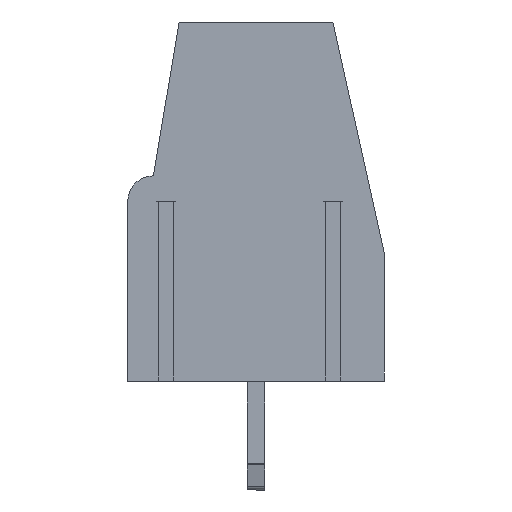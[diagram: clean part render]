
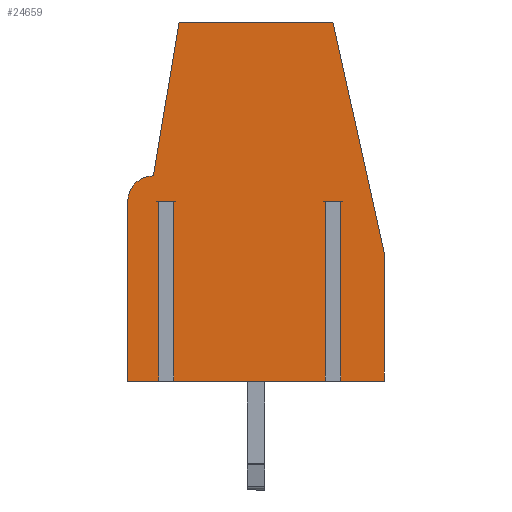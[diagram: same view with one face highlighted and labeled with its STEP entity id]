
A CAD part, left-side view. The second image highlights one B-rep face of the part: STEP entity #24659.
In plain terms, the highlighted face is planar.
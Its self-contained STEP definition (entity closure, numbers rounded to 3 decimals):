
#1197=CIRCLE('',#28477,1.);
#3201=FACE_OUTER_BOUND('',#4198,.T.);
#4198=EDGE_LOOP('',(#22246,#22247,#22248,#22249,#22250,#22251,#22252,#22253,
#22254,#22255,#22256,#22257,#22258,#22259,#22260));
#6975=LINE('',#58302,#9958);
#6980=LINE('',#58313,#9963);
#6982=LINE('',#58316,#9965);
#6988=LINE('',#58330,#9971);
#6992=LINE('',#58337,#9975);
#6993=LINE('',#58339,#9976);
#6994=LINE('',#58341,#9977);
#6995=LINE('',#58343,#9978);
#6996=LINE('',#58345,#9979);
#6997=LINE('',#58347,#9980);
#6998=LINE('',#58349,#9981);
#6999=LINE('',#58351,#9982);
#7000=LINE('',#58355,#9983);
#7001=LINE('',#58356,#9984);
#9958=VECTOR('',#34894,10.);
#9963=VECTOR('',#34903,10.);
#9965=VECTOR('',#34907,10.);
#9971=VECTOR('',#34917,10.);
#9975=VECTOR('',#34923,10.);
#9976=VECTOR('',#34926,10.);
#9977=VECTOR('',#34929,10.);
#9978=VECTOR('',#34930,10.);
#9979=VECTOR('',#34931,10.);
#9980=VECTOR('',#34932,10.);
#9981=VECTOR('',#34933,10.);
#9982=VECTOR('',#34934,10.);
#9983=VECTOR('',#34937,10.);
#9984=VECTOR('',#34938,10.);
#13790=VERTEX_POINT('',#58296);
#13792=VERTEX_POINT('',#58300);
#13795=VERTEX_POINT('',#58310);
#13796=VERTEX_POINT('',#58312);
#13801=VERTEX_POINT('',#58327);
#13802=VERTEX_POINT('',#58329);
#13803=VERTEX_POINT('',#58333);
#13804=VERTEX_POINT('',#58335);
#13805=VERTEX_POINT('',#58342);
#13806=VERTEX_POINT('',#58344);
#13807=VERTEX_POINT('',#58346);
#13808=VERTEX_POINT('',#58348);
#13809=VERTEX_POINT('',#58350);
#13810=VERTEX_POINT('',#58352);
#13811=VERTEX_POINT('',#58354);
#17722=EDGE_CURVE('',#13790,#13792,#6975,.T.);
#17727=EDGE_CURVE('',#13796,#13795,#6980,.T.);
#17729=EDGE_CURVE('',#13792,#13796,#6982,.T.);
#17735=EDGE_CURVE('',#13802,#13801,#6988,.T.);
#17739=EDGE_CURVE('',#13803,#13804,#6992,.T.);
#17740=EDGE_CURVE('',#13804,#13802,#6993,.T.);
#17741=EDGE_CURVE('',#13795,#13803,#6994,.T.);
#17742=EDGE_CURVE('',#13801,#13805,#6995,.T.);
#17743=EDGE_CURVE('',#13805,#13806,#6996,.T.);
#17744=EDGE_CURVE('',#13806,#13807,#6997,.T.);
#17745=EDGE_CURVE('',#13807,#13808,#6998,.T.);
#17746=EDGE_CURVE('',#13808,#13809,#6999,.T.);
#17747=EDGE_CURVE('',#13809,#13810,#1197,.T.);
#17748=EDGE_CURVE('',#13810,#13811,#7000,.T.);
#17749=EDGE_CURVE('',#13811,#13790,#7001,.T.);
#22246=ORIENTED_EDGE('',*,*,#17727,.T.);
#22247=ORIENTED_EDGE('',*,*,#17741,.T.);
#22248=ORIENTED_EDGE('',*,*,#17739,.T.);
#22249=ORIENTED_EDGE('',*,*,#17740,.T.);
#22250=ORIENTED_EDGE('',*,*,#17735,.T.);
#22251=ORIENTED_EDGE('',*,*,#17742,.T.);
#22252=ORIENTED_EDGE('',*,*,#17743,.T.);
#22253=ORIENTED_EDGE('',*,*,#17744,.T.);
#22254=ORIENTED_EDGE('',*,*,#17745,.T.);
#22255=ORIENTED_EDGE('',*,*,#17746,.T.);
#22256=ORIENTED_EDGE('',*,*,#17747,.T.);
#22257=ORIENTED_EDGE('',*,*,#17748,.T.);
#22258=ORIENTED_EDGE('',*,*,#17749,.T.);
#22259=ORIENTED_EDGE('',*,*,#17722,.T.);
#22260=ORIENTED_EDGE('',*,*,#17729,.T.);
#23702=PLANE('',#28476);
#24659=ADVANCED_FACE('',(#3201),#23702,.F.);
#28476=AXIS2_PLACEMENT_3D('',#58340,#34927,#34928);
#28477=AXIS2_PLACEMENT_3D('',#58353,#34935,#34936);
#34894=DIRECTION('',(0.,1.,0.));
#34903=DIRECTION('',(0.,-1.,0.));
#34907=DIRECTION('',(-1.,0.,0.));
#34917=DIRECTION('',(0.,-1.,0.));
#34923=DIRECTION('',(0.,1.,0.));
#34926=DIRECTION('',(-1.,0.,0.));
#34927=DIRECTION('center_axis',(0.,0.,
1.));
#34928=DIRECTION('ref_axis',(1.,0.,0.));
#34929=DIRECTION('',(-1.,0.,0.));
#34930=DIRECTION('',(-1.,0.,0.));
#34931=DIRECTION('',(0.,1.,0.));
#34932=DIRECTION('',(0.217,0.976,0.));
#34933=DIRECTION('',(1.,0.,0.));
#34934=DIRECTION('',(0.164,-0.986,0.));
#34935=DIRECTION('center_axis',(0.,0.,
-1.));
#34936=DIRECTION('ref_axis',(1.,0.,0.));
#34937=DIRECTION('',(0.,-1.,0.));
#34938=DIRECTION('',(-1.,0.,0.));
#58296=CARTESIAN_POINT('',(8.8,0.,-30.6));
#58300=CARTESIAN_POINT('',(8.8,7.,-30.6));
#58302=CARTESIAN_POINT('',(8.8,2.75,-30.6));
#58310=CARTESIAN_POINT('',(8.2,0.,-30.6));
#58312=CARTESIAN_POINT('',(8.2,7.,-30.6));
#58313=CARTESIAN_POINT('',(8.2,2.75,-30.6));
#58316=CARTESIAN_POINT('',(5.,7.,-30.6));
#58327=CARTESIAN_POINT('',(1.7,0.,-30.6));
#58329=CARTESIAN_POINT('',(1.7,7.,-30.6));
#58330=CARTESIAN_POINT('',(1.7,2.75,-30.6));
#58333=CARTESIAN_POINT('',(2.3,0.,-30.6));
#58335=CARTESIAN_POINT('',(2.3,7.,-30.6));
#58337=CARTESIAN_POINT('',(2.3,2.75,-30.6));
#58339=CARTESIAN_POINT('',(5.,7.,-30.6));
#58340=CARTESIAN_POINT('Origin',(5.5,5.5,-30.6));
#58341=CARTESIAN_POINT('',(2.75,0.,-30.6));
#58342=CARTESIAN_POINT('',(0.,0.,-30.6));
#58343=CARTESIAN_POINT('',(2.75,0.,-30.6));
#58344=CARTESIAN_POINT('',(0.,5.,-30.6));
#58345=CARTESIAN_POINT('',(0.,5.25,-30.6));
#58346=CARTESIAN_POINT('',(2.,14.,-30.6));
#58347=CARTESIAN_POINT('',(1.182,10.321,-30.6));
#58348=CARTESIAN_POINT('',(8.,14.,-30.6));
#58349=CARTESIAN_POINT('',(6.75,14.,-30.6));
#58350=CARTESIAN_POINT('',(9.,8.,-30.6));
#58351=CARTESIAN_POINT('',(9.155,7.068,-30.6));
#58352=CARTESIAN_POINT('',(10.,7.,-30.6));
#58353=CARTESIAN_POINT('Origin',(9.,7.,-30.6));
#58354=CARTESIAN_POINT('',(10.,0.,-30.6));
#58355=CARTESIAN_POINT('',(10.,2.75,-30.6));
#58356=CARTESIAN_POINT('',(2.75,0.,-30.6));
